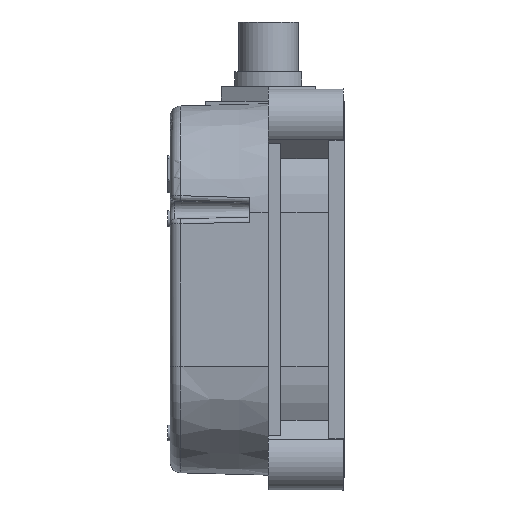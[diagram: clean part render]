
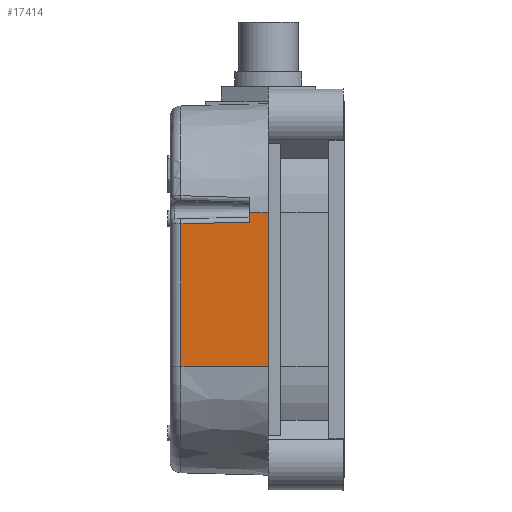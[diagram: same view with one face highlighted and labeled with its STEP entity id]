
A CAD part, left-side view. The second image highlights one B-rep face of the part: STEP entity #17414.
In plain terms, the highlighted planar face has unit normal (-1, 0.026, 0).
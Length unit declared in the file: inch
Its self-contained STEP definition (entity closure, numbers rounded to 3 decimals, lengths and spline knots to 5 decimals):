
#1203 = LINE ( 'NONE', #1253, #1252 ) ;
#1250 = CARTESIAN_POINT ( 'NONE',  ( -1.62552, 1.23608, -0.61024 ) ) ;
#1251 = DIRECTION ( 'NONE',  ( 0., 0., -1. ) ) ;
#1252 = VECTOR ( 'NONE', #1251, 39.37008 ) ;
#1253 = CARTESIAN_POINT ( 'NONE',  ( -1.62552, 1.23608, 1.47638 ) ) ;
#1299 = CARTESIAN_POINT ( 'NONE',  ( -1.63976, 0.69242, 0.53545 ) ) ;
#1513 = DIRECTION ( 'NONE',  ( 0.026, 0.999, -0.026 ) ) ;
#1514 = VECTOR ( 'NONE', #1513, 39.37008 ) ;
#1515 = CARTESIAN_POINT ( 'NONE',  ( -1.64434, 0.51733, 0.54003 ) ) ;
#1516 = LINE ( 'NONE', #1515, #1514 ) ;
#1517 = CARTESIAN_POINT ( 'NONE',  ( -1.62552, 1.23608, 0.52121 ) ) ;
#1577 = DIRECTION ( 'NONE',  ( 0.026, 1., 0. ) ) ;
#1578 = VECTOR ( 'NONE', #1577, 39.37008 ) ;
#1579 = CARTESIAN_POINT ( 'NONE',  ( -1.6437, 0.54183, 0.61024 ) ) ;
#1580 = LINE ( 'NONE', #1579, #1578 ) ;
#1591 = CARTESIAN_POINT ( 'NONE',  ( -1.63976, 0.69242, 0.61024 ) ) ;
#1608 = CARTESIAN_POINT ( 'NONE',  ( -1.6437, 0.54183, -0.61024 ) ) ;
#1609 = DIRECTION ( 'NONE',  ( -0.026, -1., 0. ) ) ;
#1610 = VECTOR ( 'NONE', #1609, 39.37008 ) ;
#1611 = CARTESIAN_POINT ( 'NONE',  ( -1.6437, 0.54183, -0.61024 ) ) ;
#1612 = LINE ( 'NONE', #1611, #1610 ) ;
#1613 = DIRECTION ( 'NONE',  ( -0.026, -1., 0. ) ) ;
#1614 = DIRECTION ( 'NONE',  ( -1., 0.026, 0. ) ) ;
#1615 = CARTESIAN_POINT ( 'NONE',  ( -1.6437, 0.54183, 1.47638 ) ) ;
#1616 = AXIS2_PLACEMENT_3D ( 'NONE', #1615, #1614, #1613 ) ;
#1617 = PLANE ( 'NONE',  #1616 ) ;
#1618 = FACE_OUTER_BOUND ( 'NONE', #17383, .T. ) ;
#1640 = CARTESIAN_POINT ( 'NONE',  ( -1.6437, 0.54183, 0.61024 ) ) ;
#1658 = DIRECTION ( 'NONE',  ( 0., 0., 1. ) ) ;
#1659 = VECTOR ( 'NONE', #1658, 39.37008 ) ;
#1660 = CARTESIAN_POINT ( 'NONE',  ( -1.6437, 0.54183, 1.47638 ) ) ;
#1661 = LINE ( 'NONE', #1660, #1659 ) ;
#1662 = DIRECTION ( 'NONE',  ( 0., 0., 1. ) ) ;
#1663 = CARTESIAN_POINT ( 'NONE',  ( -1.63976, 0.69242, 1.47638 ) ) ;
#1664 = LINE ( 'NONE', #1663, #1723 ) ;
#1723 = VECTOR ( 'NONE', #1662, 39.37008 ) ;
#17265 = EDGE_CURVE ( 'NONE', #17367, #17266, #1203, .T. ) ;
#17266 = VERTEX_POINT ( 'NONE', #1250 ) ;
#17276 = VERTEX_POINT ( 'NONE', #1299 ) ;
#17367 = VERTEX_POINT ( 'NONE', #1517 ) ;
#17369 = EDGE_CURVE ( 'NONE', #17276, #17367, #1516, .T. ) ;
#17383 = EDGE_LOOP ( 'NONE', ( #17415, #17416, #17417, #17418, #17421, #17423 ) ) ;
#17403 = VERTEX_POINT ( 'NONE', #1591 ) ;
#17405 = EDGE_CURVE ( 'NONE', #17406, #17403, #1580, .T. ) ;
#17406 = VERTEX_POINT ( 'NONE', #1640 ) ;
#17414 = ADVANCED_FACE ( 'NONE', ( #1618 ), #1617, .T. ) ;
#17415 = ORIENTED_EDGE ( 'NONE', *, *, #17447, .F. ) ;
#17416 = ORIENTED_EDGE ( 'NONE', *, *, #17369, .T. ) ;
#17417 = ORIENTED_EDGE ( 'NONE', *, *, #17265, .T. ) ;
#17418 = ORIENTED_EDGE ( 'NONE', *, *, #17419, .T. ) ;
#17419 = EDGE_CURVE ( 'NONE', #17266, #17420, #1612, .T. ) ;
#17420 = VERTEX_POINT ( 'NONE', #1608 ) ;
#17421 = ORIENTED_EDGE ( 'NONE', *, *, #17422, .T. ) ;
#17422 = EDGE_CURVE ( 'NONE', #17420, #17406, #1661, .T. ) ;
#17423 = ORIENTED_EDGE ( 'NONE', *, *, #17405, .T. ) ;
#17447 = EDGE_CURVE ( 'NONE', #17276, #17403, #1664, .T. ) ;
